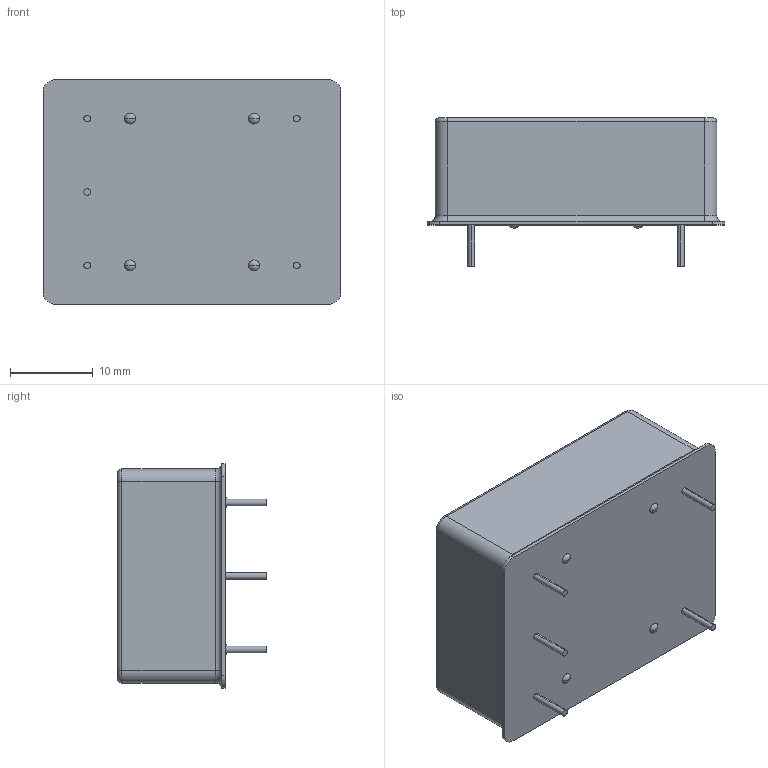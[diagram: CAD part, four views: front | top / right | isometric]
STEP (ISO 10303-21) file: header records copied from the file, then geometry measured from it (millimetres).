
FILE_DESCRIPTION (( 'STEP AP214' ), '1' );
FILE_NAME ('AOCJY4.STEP', '2014-07-08T13:08:31', ( '' ), ( '' ), 'SwSTEP 2.0', 'SolidWorks 2012', '' );
FILE_SCHEMA (( 'AUTOMOTIVE_DESIGN' ));
Length unit declared in the file: millimetre
Products named in the file (1): AOCJY4
Bounding box: 36.1 x 18 x 27.2 mm (x, y, z)
Volume: 11538.3 mm3; surface area: 3495 mm2
Topology: 1 solids, 1 shells, 129 faces, 315 edges, 206 vertices
Faces by surface type: plane 66, cylinder 26, bspline 21, sphere 8, torus 8
Entity records: 6186 total; most frequent: CARTESIAN_POINT 2100, ORIENTED_EDGE 630, DIRECTION 563, EDGE_CURVE 315, VERTEX_POINT 206, VECTOR 193, LINE 193, AXIS2_PLACEMENT_3D 185
